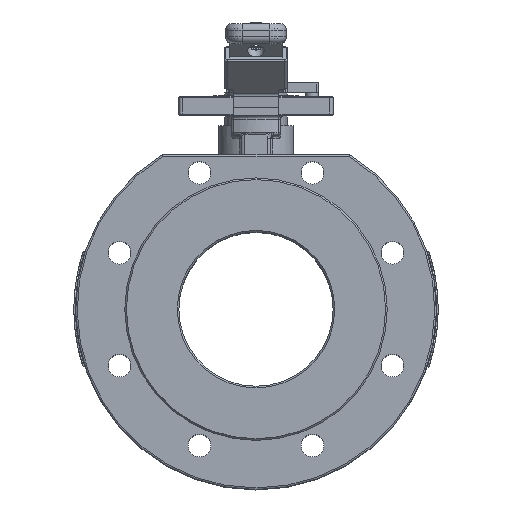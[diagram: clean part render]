
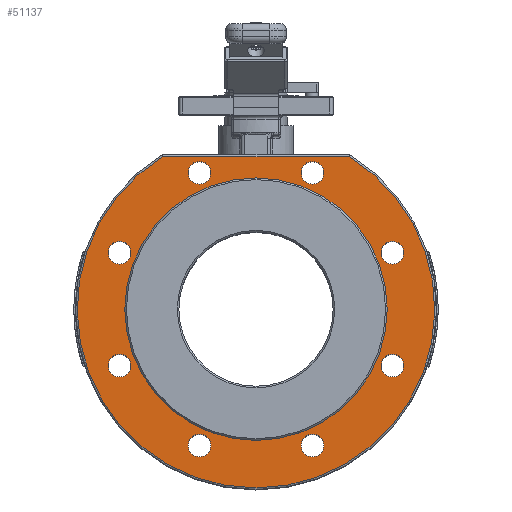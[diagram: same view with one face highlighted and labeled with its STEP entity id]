
A CAD part, top view. The second image highlights one B-rep face of the part: STEP entity #51137.
In plain terms, the highlighted planar face has unit normal (0, 0, 1).
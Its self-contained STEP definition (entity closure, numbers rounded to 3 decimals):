
#143=FACE_BOUND('',#16492,.T.);
#144=FACE_BOUND('',#16493,.T.);
#145=FACE_BOUND('',#16494,.T.);
#146=FACE_BOUND('',#16495,.T.);
#147=FACE_BOUND('',#16496,.T.);
#148=FACE_BOUND('',#16497,.T.);
#149=FACE_BOUND('',#16498,.T.);
#150=FACE_BOUND('',#16499,.T.);
#151=FACE_BOUND('',#16500,.T.);
#407=PLANE('',#54277);
#5247=LINE('',#67513,#9237);
#9237=VECTOR('',#57204,10.);
#13579=FACE_OUTER_BOUND('',#16491,.T.);
#16491=EDGE_LOOP('',(#34102,#34103));
#16492=EDGE_LOOP('',(#34104));
#16493=EDGE_LOOP('',(#34105,#34106));
#16494=EDGE_LOOP('',(#34107,#34108));
#16495=EDGE_LOOP('',(#34109,#34110));
#16496=EDGE_LOOP('',(#34111,#34112));
#16497=EDGE_LOOP('',(#34113,#34114));
#16498=EDGE_LOOP('',(#34115,#34116));
#16499=EDGE_LOOP('',(#34117,#34118));
#16500=EDGE_LOOP('',(#34119,#34120));
#19589=CIRCLE('',#54130,109.);
#19733=CIRCLE('',#54278,80.);
#19734=CIRCLE('',#54279,6.918);
#19735=CIRCLE('',#54280,6.918);
#19736=CIRCLE('',#54281,6.918);
#19737=CIRCLE('',#54282,6.918);
#19738=CIRCLE('',#54283,6.918);
#19739=CIRCLE('',#54284,6.918);
#19740=CIRCLE('',#54285,6.918);
#19741=CIRCLE('',#54286,6.918);
#19742=CIRCLE('',#54287,6.918);
#19743=CIRCLE('',#54288,6.918);
#19744=CIRCLE('',#54289,6.918);
#19745=CIRCLE('',#54290,6.918);
#19746=CIRCLE('',#54291,6.918);
#19747=CIRCLE('',#54292,6.918);
#19748=CIRCLE('',#54293,6.918);
#19749=CIRCLE('',#54294,6.918);
#20793=VERTEX_POINT('',#67491);
#20796=VERTEX_POINT('',#67501);
#21334=VERTEX_POINT('',#69820);
#21335=VERTEX_POINT('',#69822);
#21336=VERTEX_POINT('',#69823);
#21337=VERTEX_POINT('',#69826);
#21338=VERTEX_POINT('',#69827);
#21339=VERTEX_POINT('',#69830);
#21340=VERTEX_POINT('',#69831);
#21341=VERTEX_POINT('',#69834);
#21342=VERTEX_POINT('',#69835);
#21343=VERTEX_POINT('',#69838);
#21344=VERTEX_POINT('',#69839);
#21345=VERTEX_POINT('',#69842);
#21346=VERTEX_POINT('',#69843);
#21347=VERTEX_POINT('',#69846);
#21348=VERTEX_POINT('',#69847);
#21349=VERTEX_POINT('',#69850);
#21350=VERTEX_POINT('',#69851);
#25844=EDGE_CURVE('',#20793,#20796,#19589,.T.);
#25846=EDGE_CURVE('',#20796,#20793,#5247,.T.);
#26384=EDGE_CURVE('',#21334,#21334,#19733,.T.);
#26385=EDGE_CURVE('',#21335,#21336,#19734,.T.);
#26386=EDGE_CURVE('',#21336,#21335,#19735,.T.);
#26387=EDGE_CURVE('',#21337,#21338,#19736,.T.);
#26388=EDGE_CURVE('',#21338,#21337,#19737,.T.);
#26389=EDGE_CURVE('',#21339,#21340,#19738,.T.);
#26390=EDGE_CURVE('',#21340,#21339,#19739,.T.);
#26391=EDGE_CURVE('',#21341,#21342,#19740,.T.);
#26392=EDGE_CURVE('',#21342,#21341,#19741,.T.);
#26393=EDGE_CURVE('',#21343,#21344,#19742,.T.);
#26394=EDGE_CURVE('',#21344,#21343,#19743,.T.);
#26395=EDGE_CURVE('',#21345,#21346,#19744,.T.);
#26396=EDGE_CURVE('',#21346,#21345,#19745,.T.);
#26397=EDGE_CURVE('',#21347,#21348,#19746,.T.);
#26398=EDGE_CURVE('',#21348,#21347,#19747,.T.);
#26399=EDGE_CURVE('',#21349,#21350,#19748,.T.);
#26400=EDGE_CURVE('',#21350,#21349,#19749,.T.);
#34102=ORIENTED_EDGE('',*,*,#25844,.F.);
#34103=ORIENTED_EDGE('',*,*,#25846,.F.);
#34104=ORIENTED_EDGE('',*,*,#26384,.T.);
#34105=ORIENTED_EDGE('',*,*,#26385,.T.);
#34106=ORIENTED_EDGE('',*,*,#26386,.T.);
#34107=ORIENTED_EDGE('',*,*,#26387,.T.);
#34108=ORIENTED_EDGE('',*,*,#26388,.T.);
#34109=ORIENTED_EDGE('',*,*,#26389,.T.);
#34110=ORIENTED_EDGE('',*,*,#26390,.T.);
#34111=ORIENTED_EDGE('',*,*,#26391,.T.);
#34112=ORIENTED_EDGE('',*,*,#26392,.T.);
#34113=ORIENTED_EDGE('',*,*,#26393,.T.);
#34114=ORIENTED_EDGE('',*,*,#26394,.T.);
#34115=ORIENTED_EDGE('',*,*,#26395,.T.);
#34116=ORIENTED_EDGE('',*,*,#26396,.T.);
#34117=ORIENTED_EDGE('',*,*,#26397,.T.);
#34118=ORIENTED_EDGE('',*,*,#26398,.T.);
#34119=ORIENTED_EDGE('',*,*,#26399,.T.);
#34120=ORIENTED_EDGE('',*,*,#26400,.T.);
#51137=ADVANCED_FACE('',(#13579,#143,#144,#145,#146,#147,#148,#149,#150,
#151),#407,.T.);
#54130=AXIS2_PLACEMENT_3D('',#67510,#57198,#57199);
#54277=AXIS2_PLACEMENT_3D('',#69819,#57634,#57635);
#54278=AXIS2_PLACEMENT_3D('',#69821,#57636,#57637);
#54279=AXIS2_PLACEMENT_3D('',#69824,#57638,#57639);
#54280=AXIS2_PLACEMENT_3D('',#69825,#57640,#57641);
#54281=AXIS2_PLACEMENT_3D('',#69828,#57642,#57643);
#54282=AXIS2_PLACEMENT_3D('',#69829,#57644,#57645);
#54283=AXIS2_PLACEMENT_3D('',#69832,#57646,#57647);
#54284=AXIS2_PLACEMENT_3D('',#69833,#57648,#57649);
#54285=AXIS2_PLACEMENT_3D('',#69836,#57650,#57651);
#54286=AXIS2_PLACEMENT_3D('',#69837,#57652,#57653);
#54287=AXIS2_PLACEMENT_3D('',#69840,#57654,#57655);
#54288=AXIS2_PLACEMENT_3D('',#69841,#57656,#57657);
#54289=AXIS2_PLACEMENT_3D('',#69844,#57658,#57659);
#54290=AXIS2_PLACEMENT_3D('',#69845,#57660,#57661);
#54291=AXIS2_PLACEMENT_3D('',#69848,#57662,#57663);
#54292=AXIS2_PLACEMENT_3D('',#69849,#57664,#57665);
#54293=AXIS2_PLACEMENT_3D('',#69852,#57666,#57667);
#54294=AXIS2_PLACEMENT_3D('',#69853,#57668,#57669);
#57198=DIRECTION('center_axis',(0.,0.,-1.));
#57199=DIRECTION('ref_axis',(0.,-1.,0.));
#57204=DIRECTION('',(1.,0.,0.));
#57634=DIRECTION('center_axis',(0.,0.,1.));
#57635=DIRECTION('ref_axis',(1.,0.,0.));
#57636=DIRECTION('center_axis',(0.,0.,-1.));
#57637=DIRECTION('ref_axis',(-1.,0.,0.));
#57638=DIRECTION('center_axis',(0.,0.,-1.));
#57639=DIRECTION('ref_axis',(1.,0.,0.));
#57640=DIRECTION('center_axis',(0.,0.,-1.));
#57641=DIRECTION('ref_axis',(1.,0.,0.));
#57642=DIRECTION('center_axis',(0.,0.,-1.));
#57643=DIRECTION('ref_axis',(1.,0.,0.));
#57644=DIRECTION('center_axis',(0.,0.,-1.));
#57645=DIRECTION('ref_axis',(1.,0.,0.));
#57646=DIRECTION('center_axis',(0.,0.,-1.));
#57647=DIRECTION('ref_axis',(1.,0.,0.));
#57648=DIRECTION('center_axis',(0.,0.,-1.));
#57649=DIRECTION('ref_axis',(1.,0.,0.));
#57650=DIRECTION('center_axis',(0.,0.,-1.));
#57651=DIRECTION('ref_axis',(1.,0.,0.));
#57652=DIRECTION('center_axis',(0.,0.,-1.));
#57653=DIRECTION('ref_axis',(1.,0.,0.));
#57654=DIRECTION('center_axis',(0.,0.,-1.));
#57655=DIRECTION('ref_axis',(1.,0.,0.));
#57656=DIRECTION('center_axis',(0.,0.,-1.));
#57657=DIRECTION('ref_axis',(1.,0.,0.));
#57658=DIRECTION('center_axis',(0.,0.,-1.));
#57659=DIRECTION('ref_axis',(1.,0.,0.));
#57660=DIRECTION('center_axis',(0.,0.,-1.));
#57661=DIRECTION('ref_axis',(1.,0.,0.));
#57662=DIRECTION('center_axis',(0.,0.,-1.));
#57663=DIRECTION('ref_axis',(1.,0.,0.));
#57664=DIRECTION('center_axis',(0.,0.,-1.));
#57665=DIRECTION('ref_axis',(1.,0.,0.));
#57666=DIRECTION('center_axis',(0.,0.,-1.));
#57667=DIRECTION('ref_axis',(1.,0.,0.));
#57668=DIRECTION('center_axis',(0.,0.,-1.));
#57669=DIRECTION('ref_axis',(1.,0.,0.));
#67491=CARTESIAN_POINT('',(56.851,93.,73.));
#67501=CARTESIAN_POINT('',(-56.851,93.,73.));
#67510=CARTESIAN_POINT('Origin',(0.,0.,73.));
#67513=CARTESIAN_POINT('',(28.566,93.,73.));
#69819=CARTESIAN_POINT('Origin',(0.,2.422,
73.));
#69820=CARTESIAN_POINT('',(80.,0.,73.));
#69821=CARTESIAN_POINT('Origin',(0.,0.,73.));
#69822=CARTESIAN_POINT('',(90.067,-34.442,73.));
#69823=CARTESIAN_POINT('',(76.232,-34.442,73.));
#69824=CARTESIAN_POINT('Origin',(83.149,-34.442,73.));
#69825=CARTESIAN_POINT('Origin',(83.149,-34.442,73.));
#69826=CARTESIAN_POINT('',(-27.524,-83.149,73.));
#69827=CARTESIAN_POINT('',(-41.359,-83.149,73.));
#69828=CARTESIAN_POINT('Origin',(-34.442,-83.149,73.));
#69829=CARTESIAN_POINT('Origin',(-34.442,-83.149,73.));
#69830=CARTESIAN_POINT('',(-76.232,34.442,73.));
#69831=CARTESIAN_POINT('',(-90.067,34.442,73.));
#69832=CARTESIAN_POINT('Origin',(-83.149,34.442,73.));
#69833=CARTESIAN_POINT('Origin',(-83.149,34.442,73.));
#69834=CARTESIAN_POINT('',(41.359,83.149,73.));
#69835=CARTESIAN_POINT('',(27.524,83.149,73.));
#69836=CARTESIAN_POINT('Origin',(34.442,83.149,73.));
#69837=CARTESIAN_POINT('Origin',(34.442,83.149,73.));
#69838=CARTESIAN_POINT('',(90.067,34.442,73.));
#69839=CARTESIAN_POINT('',(76.232,34.442,73.));
#69840=CARTESIAN_POINT('Origin',(83.149,34.442,73.));
#69841=CARTESIAN_POINT('Origin',(83.149,34.442,73.));
#69842=CARTESIAN_POINT('',(-27.524,83.149,73.));
#69843=CARTESIAN_POINT('',(-41.359,83.149,73.));
#69844=CARTESIAN_POINT('Origin',(-34.442,83.149,73.));
#69845=CARTESIAN_POINT('Origin',(-34.442,83.149,73.));
#69846=CARTESIAN_POINT('',(-76.232,-34.442,73.));
#69847=CARTESIAN_POINT('',(-90.067,-34.442,73.));
#69848=CARTESIAN_POINT('Origin',(-83.149,-34.442,73.));
#69849=CARTESIAN_POINT('Origin',(-83.149,-34.442,73.));
#69850=CARTESIAN_POINT('',(41.359,-83.149,73.));
#69851=CARTESIAN_POINT('',(27.524,-83.149,73.));
#69852=CARTESIAN_POINT('Origin',(34.442,-83.149,73.));
#69853=CARTESIAN_POINT('Origin',(34.442,-83.149,73.));
